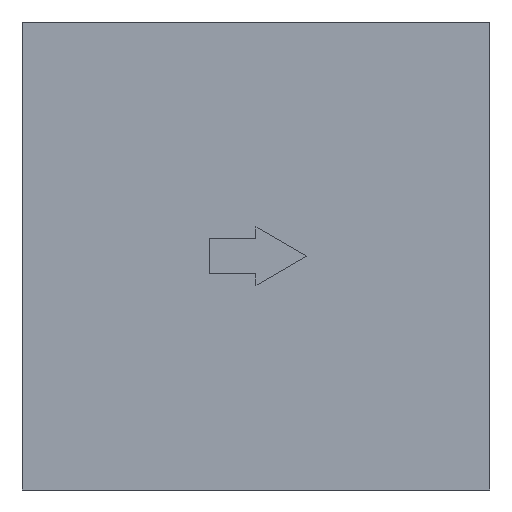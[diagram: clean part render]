
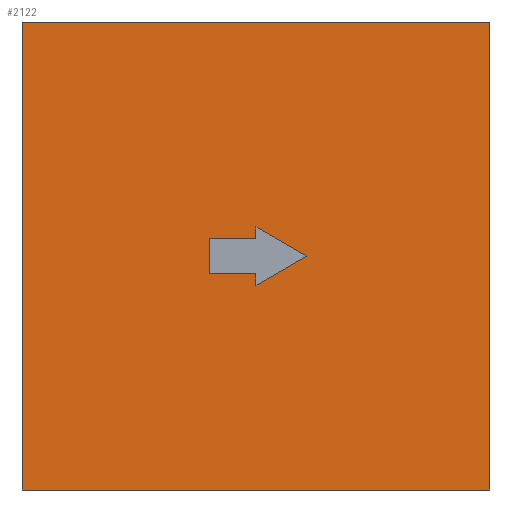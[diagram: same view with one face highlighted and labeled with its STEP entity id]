
A CAD part, left-side view. The second image highlights one B-rep face of the part: STEP entity #2122.
In plain terms, the highlighted planar face has unit normal (-1, 0, 0).
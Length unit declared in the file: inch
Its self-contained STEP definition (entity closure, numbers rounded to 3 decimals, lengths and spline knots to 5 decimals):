
#36 = CARTESIAN_POINT ( 'NONE',  ( -8.75, 1., -1.125 ) ) ;
#89 = VERTEX_POINT ( 'NONE', #225 ) ;
#109 = VERTEX_POINT ( 'NONE', #2970 ) ;
#150 = LINE ( 'NONE', #630, #1579 ) ;
#168 = DIRECTION ( 'NONE',  ( 0., 1., 0. ) ) ;
#186 = ORIENTED_EDGE ( 'NONE', *, *, #1989, .F. ) ;
#225 = CARTESIAN_POINT ( 'NONE',  ( -8.75, 1., -0.925 ) ) ;
#252 = EDGE_CURVE ( 'NONE', #2085, #896, #2723, .T. ) ;
#259 = EDGE_LOOP ( 'NONE', ( #764, #885, #2034, #1749 ) ) ;
#298 = LINE ( 'NONE', #761, #2835 ) ;
#315 = CARTESIAN_POINT ( 'NONE',  ( -8.75, 0., 0. ) ) ;
#335 = VECTOR ( 'NONE', #1597, 39.37008 ) ;
#349 = CARTESIAN_POINT ( 'NONE',  ( -8.75, 2., 0. ) ) ;
#370 = ORIENTED_EDGE ( 'NONE', *, *, #2611, .F. ) ;
#396 = DIRECTION ( 'NONE',  ( 0., 0.866, 0.5 ) ) ;
#403 = DIRECTION ( 'NONE',  ( 0., -1., 0. ) ) ;
#421 = EDGE_CURVE ( 'NONE', #1046, #2715, #675, .T. ) ;
#461 = DIRECTION ( 'NONE',  ( 0., 0., 1. ) ) ;
#468 = VERTEX_POINT ( 'NONE', #2405 ) ;
#496 = VECTOR ( 'NONE', #2807, 39.37008 ) ;
#529 = FACE_BOUND ( 'NONE', #2079, .T. ) ;
#549 = VECTOR ( 'NONE', #396, 39.37008 ) ;
#630 = CARTESIAN_POINT ( 'NONE',  ( -8.75, 0., 0. ) ) ;
#675 = LINE ( 'NONE', #1634, #1445 ) ;
#685 = VECTOR ( 'NONE', #168, 39.37008 ) ;
#741 = DIRECTION ( 'NONE',  ( 0., 0., 1. ) ) ;
#761 = CARTESIAN_POINT ( 'NONE',  ( -8.75, 0., -2. ) ) ;
#764 = ORIENTED_EDGE ( 'NONE', *, *, #2140, .F. ) ;
#765 = DIRECTION ( 'NONE',  ( 0., 0., -1. ) ) ;
#770 = DIRECTION ( 'NONE',  ( -1., 0., 0. ) ) ;
#872 = EDGE_CURVE ( 'NONE', #1407, #468, #298, .T. ) ;
#885 = ORIENTED_EDGE ( 'NONE', *, *, #1336, .F. ) ;
#896 = VERTEX_POINT ( 'NONE', #2178 ) ;
#944 = CARTESIAN_POINT ( 'NONE',  ( -8.75, 0.78349, -1. ) ) ;
#1046 = VERTEX_POINT ( 'NONE', #2062 ) ;
#1178 = CARTESIAN_POINT ( 'NONE',  ( -8.75, 1., -0.925 ) ) ;
#1192 = ORIENTED_EDGE ( 'NONE', *, *, #421, .F. ) ;
#1195 = DIRECTION ( 'NONE',  ( 0., -1., 0. ) ) ;
#1221 = LINE ( 'NONE', #315, #2684 ) ;
#1225 = CARTESIAN_POINT ( 'NONE',  ( -8.75, 0.78349, -1. ) ) ;
#1248 = FACE_OUTER_BOUND ( 'NONE', #259, .T. ) ;
#1263 = ORIENTED_EDGE ( 'NONE', *, *, #2305, .F. ) ;
#1336 = EDGE_CURVE ( 'NONE', #468, #2505, #1633, .T. ) ;
#1361 = VERTEX_POINT ( 'NONE', #2115 ) ;
#1407 = VERTEX_POINT ( 'NONE', #1481 ) ;
#1435 = AXIS2_PLACEMENT_3D ( 'NONE', #2890, #770, #741 ) ;
#1445 = VECTOR ( 'NONE', #2352, 39.37008 ) ;
#1474 = PLANE ( 'NONE',  #1435 ) ;
#1481 = CARTESIAN_POINT ( 'NONE',  ( -8.75, 0., -2. ) ) ;
#1496 = ORIENTED_EDGE ( 'NONE', *, *, #2900, .F. ) ;
#1579 = VECTOR ( 'NONE', #403, 39.37008 ) ;
#1597 = DIRECTION ( 'NONE',  ( 0., 0., -1. ) ) ;
#1618 = VECTOR ( 'NONE', #1195, 39.37008 ) ;
#1633 = LINE ( 'NONE', #2576, #1855 ) ;
#1634 = CARTESIAN_POINT ( 'NONE',  ( -8.75, 1.2, -1.075 ) ) ;
#1661 = EDGE_CURVE ( 'NONE', #109, #1407, #1221, .T. ) ;
#1732 = CARTESIAN_POINT ( 'NONE',  ( -8.75, 1.2, -1.075 ) ) ;
#1749 = ORIENTED_EDGE ( 'NONE', *, *, #1661, .F. ) ;
#1839 = DIRECTION ( 'NONE',  ( 0., -0.866, 0.5 ) ) ;
#1855 = VECTOR ( 'NONE', #461, 39.37008 ) ;
#1885 = LINE ( 'NONE', #2824, #1618 ) ;
#1904 = ORIENTED_EDGE ( 'NONE', *, *, #2324, .F. ) ;
#1937 = DIRECTION ( 'NONE',  ( 0., 1., 0. ) ) ;
#1989 = EDGE_CURVE ( 'NONE', #896, #89, #2563, .T. ) ;
#2034 = ORIENTED_EDGE ( 'NONE', *, *, #872, .F. ) ;
#2062 = CARTESIAN_POINT ( 'NONE',  ( -8.75, 1.2, -0.925 ) ) ;
#2071 = ORIENTED_EDGE ( 'NONE', *, *, #252, .F. ) ;
#2076 = CARTESIAN_POINT ( 'NONE',  ( -8.75, 1., -1.125 ) ) ;
#2077 = LINE ( 'NONE', #944, #2497 ) ;
#2079 = EDGE_LOOP ( 'NONE', ( #186, #2071, #1263, #370, #1904, #1192, #1496 ) ) ;
#2085 = VERTEX_POINT ( 'NONE', #1225 ) ;
#2115 = CARTESIAN_POINT ( 'NONE',  ( -8.75, 1., -1.075 ) ) ;
#2122 = ADVANCED_FACE ( 'NONE', ( #1248, #529 ), #1474, .T. ) ;
#2140 = EDGE_CURVE ( 'NONE', #2505, #109, #150, .T. ) ;
#2178 = CARTESIAN_POINT ( 'NONE',  ( -8.75, 1., -0.875 ) ) ;
#2214 = CARTESIAN_POINT ( 'NONE',  ( -8.75, 1., -0.875 ) ) ;
#2305 = EDGE_CURVE ( 'NONE', #2996, #2085, #2077, .T. ) ;
#2306 = CARTESIAN_POINT ( 'NONE',  ( -8.75, 1.2, -0.925 ) ) ;
#2324 = EDGE_CURVE ( 'NONE', #2715, #1361, #1885, .T. ) ;
#2343 = LINE ( 'NONE', #2076, #335 ) ;
#2352 = DIRECTION ( 'NONE',  ( 0., 0., -1. ) ) ;
#2405 = CARTESIAN_POINT ( 'NONE',  ( -8.75, 2., -2. ) ) ;
#2497 = VECTOR ( 'NONE', #1839, 39.37008 ) ;
#2505 = VERTEX_POINT ( 'NONE', #349 ) ;
#2537 = LINE ( 'NONE', #2306, #685 ) ;
#2563 = LINE ( 'NONE', #1178, #496 ) ;
#2576 = CARTESIAN_POINT ( 'NONE',  ( -8.75, 2., 0. ) ) ;
#2611 = EDGE_CURVE ( 'NONE', #1361, #2996, #2343, .T. ) ;
#2684 = VECTOR ( 'NONE', #765, 39.37008 ) ;
#2715 = VERTEX_POINT ( 'NONE', #1732 ) ;
#2723 = LINE ( 'NONE', #2214, #549 ) ;
#2807 = DIRECTION ( 'NONE',  ( 0., 0., -1. ) ) ;
#2824 = CARTESIAN_POINT ( 'NONE',  ( -8.75, 1., -1.075 ) ) ;
#2835 = VECTOR ( 'NONE', #1937, 39.37008 ) ;
#2890 = CARTESIAN_POINT ( 'NONE',  ( -8.75, 2., 0. ) ) ;
#2900 = EDGE_CURVE ( 'NONE', #89, #1046, #2537, .T. ) ;
#2970 = CARTESIAN_POINT ( 'NONE',  ( -8.75, 0., 0. ) ) ;
#2996 = VERTEX_POINT ( 'NONE', #36 ) ;
